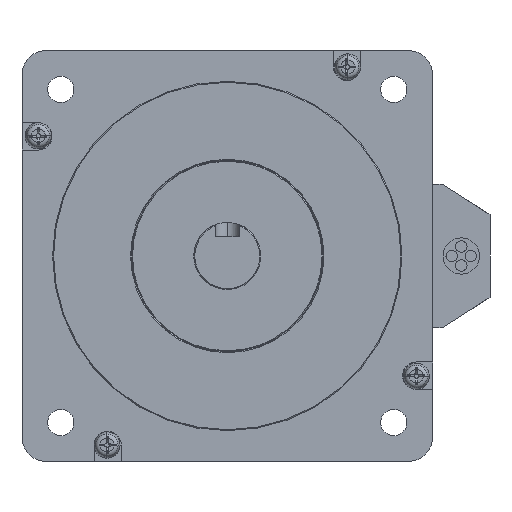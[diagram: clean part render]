
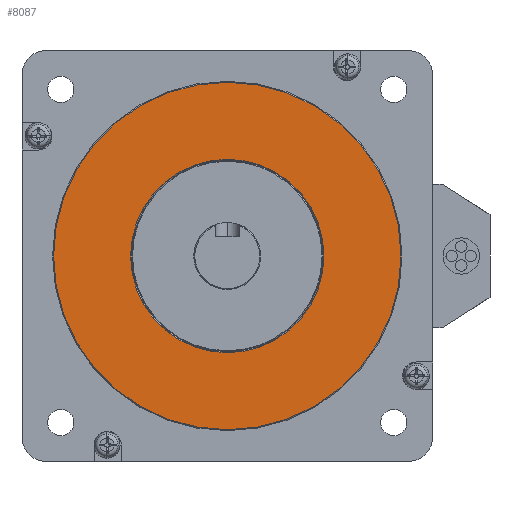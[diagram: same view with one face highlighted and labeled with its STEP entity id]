
A CAD part, left-side view. The second image highlights one B-rep face of the part: STEP entity #8087.
In plain terms, the highlighted planar face has unit normal (-1, 0, 0).
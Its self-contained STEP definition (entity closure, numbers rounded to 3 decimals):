
#189 = EDGE_CURVE ( 'NONE', #11163, #12484, #13512, .T. ) ;
#547 = FACE_OUTER_BOUND ( 'NONE', #7531, .T. ) ;
#1323 = CARTESIAN_POINT ( 'NONE',  ( -1.5, 0., 20.2 ) ) ;
#2505 = ORIENTED_EDGE ( 'NONE', *, *, #13113, .T. ) ;
#2783 = CARTESIAN_POINT ( 'NONE',  ( -1.5, 0., 0. ) ) ;
#2978 = DIRECTION ( 'NONE',  ( -1., 0., 0. ) ) ;
#3201 = CARTESIAN_POINT ( 'NONE',  ( -1.5, 36.3, 0. ) ) ;
#3863 = CARTESIAN_POINT ( 'NONE',  ( -1.5, 36.5, 0. ) ) ;
#4283 = AXIS2_PLACEMENT_3D ( 'NONE', #6321, #16369, #17502 ) ;
#5259 = AXIS2_PLACEMENT_3D ( 'NONE', #6407, #16201, #10511 ) ;
#5304 = DIRECTION ( 'NONE',  ( -1., 0., 0. ) ) ;
#5864 = DIRECTION ( 'NONE',  ( 0., -1., 0. ) ) ;
#6321 = CARTESIAN_POINT ( 'NONE',  ( -1.5, 0., 0. ) ) ;
#6407 = CARTESIAN_POINT ( 'NONE',  ( -1.5, 0., 0. ) ) ;
#6921 = VERTEX_POINT ( 'NONE', #18024 ) ;
#7531 = EDGE_LOOP ( 'NONE', ( #2505, #13591 ) ) ;
#7624 = VERTEX_POINT ( 'NONE', #1323 ) ;
#7989 = EDGE_CURVE ( 'NONE', #6921, #7624, #9366, .T. ) ;
#8087 = ADVANCED_FACE ( 'NONE', ( #547, #11620 ), #18295, .T. ) ;
#8273 = DIRECTION ( 'NONE',  ( 0., 0., 1. ) ) ;
#9366 = CIRCLE ( 'NONE', #10165, 20.2 ) ;
#10165 = AXIS2_PLACEMENT_3D ( 'NONE', #11100, #14123, #8273 ) ;
#10301 = AXIS2_PLACEMENT_3D ( 'NONE', #2783, #2978, #5864 ) ;
#10511 = DIRECTION ( 'NONE',  ( 0., 0., 1. ) ) ;
#10664 = EDGE_CURVE ( 'NONE', #7624, #6921, #17472, .T. ) ;
#10906 = EDGE_LOOP ( 'NONE', ( #13222, #11477 ) ) ;
#11100 = CARTESIAN_POINT ( 'NONE',  ( -1.5, 0., 0. ) ) ;
#11163 = VERTEX_POINT ( 'NONE', #16058 ) ;
#11477 = ORIENTED_EDGE ( 'NONE', *, *, #7989, .F. ) ;
#11620 = FACE_BOUND ( 'NONE', #10906, .T. ) ;
#12484 = VERTEX_POINT ( 'NONE', #3201 ) ;
#13113 = EDGE_CURVE ( 'NONE', #12484, #11163, #13405, .T. ) ;
#13222 = ORIENTED_EDGE ( 'NONE', *, *, #10664, .F. ) ;
#13405 = CIRCLE ( 'NONE', #4283, 36.3 ) ;
#13512 = CIRCLE ( 'NONE', #10301, 36.3 ) ;
#13591 = ORIENTED_EDGE ( 'NONE', *, *, #189, .T. ) ;
#14123 = DIRECTION ( 'NONE',  ( -1., 0., 0. ) ) ;
#15494 = DIRECTION ( 'NONE',  ( 0., -1., 0. ) ) ;
#15927 = AXIS2_PLACEMENT_3D ( 'NONE', #3863, #5304, #15494 ) ;
#16058 = CARTESIAN_POINT ( 'NONE',  ( -1.5, -36.3, 0. ) ) ;
#16201 = DIRECTION ( 'NONE',  ( -1., 0., 0. ) ) ;
#16369 = DIRECTION ( 'NONE',  ( -1., 0., 0. ) ) ;
#17472 = CIRCLE ( 'NONE', #5259, 20.2 ) ;
#17502 = DIRECTION ( 'NONE',  ( 0., -1., 0. ) ) ;
#18024 = CARTESIAN_POINT ( 'NONE',  ( -1.5, 0., -20.2 ) ) ;
#18295 = PLANE ( 'NONE',  #15927 ) ;
